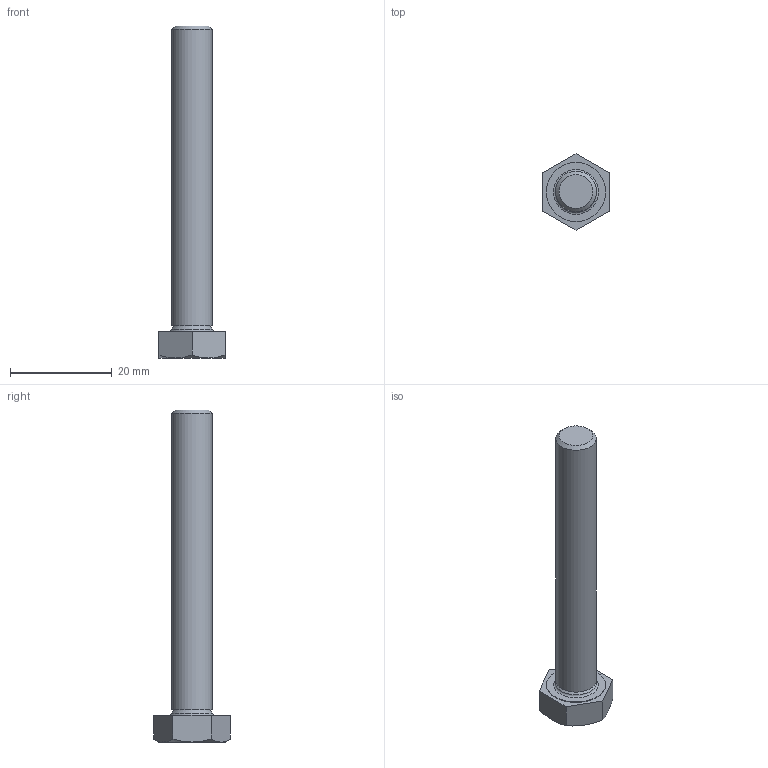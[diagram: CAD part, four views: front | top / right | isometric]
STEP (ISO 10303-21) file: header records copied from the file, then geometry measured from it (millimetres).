
FILE_DESCRIPTION (( 'STEP AP203' ), '1' );
FILE_NAME ('din_en_24017_m8x60.STEP', '2026-01-20T11:21:57', ( '' ), ( '' ), 'SwSTEP 2.0', 'SolidWorks 2024', '' );
FILE_SCHEMA (( 'CONFIG_CONTROL_DESIGN' ));
Length unit declared in the file: millimetre
Products named in the file (1): din_en_24017_m8x60
Bounding box: 13 x 15.01 x 65.3 mm (x, y, z)
Volume: 3773.3 mm3; surface area: 2037 mm2
Topology: 1 solids, 1 shells, 22 faces, 43 edges, 26 vertices
Faces by surface type: plane 11, cone 8, cylinder 2, torus 1
Full cylindrical faces by diameter (mm): 8 x1, 11.63 x1
Entity records: 595 total; most frequent: CARTESIAN_POINT 111, DIRECTION 86, ORIENTED_EDGE 76, EDGE_CURVE 38, AXIS2_PLACEMENT_3D 37, EDGE_LOOP 30, VERTEX_POINT 26, FACE_OUTER_BOUND 25
